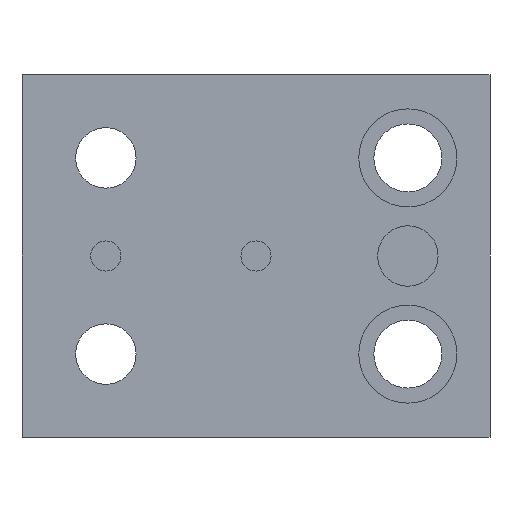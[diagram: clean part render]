
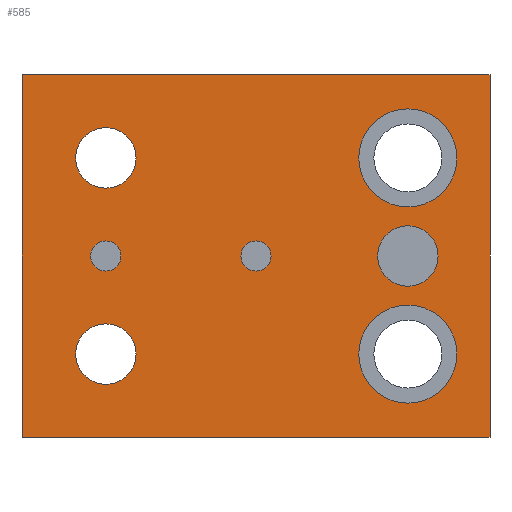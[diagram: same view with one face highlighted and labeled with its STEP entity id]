
A CAD part, front view. The second image highlights one B-rep face of the part: STEP entity #585.
In plain terms, the highlighted planar face has unit normal (0, -1, 0).
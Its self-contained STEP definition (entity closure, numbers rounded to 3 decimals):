
#136=CARTESIAN_POINT('POINT15',(0.832,-7.75,1.156));
#137=VERTEX_POINT('VERTEX15',#136);
#144=CARTESIAN_POINT('POINT16',(0.425,-7.75,1.156));
#145=VERTEX_POINT('VERTEX16',#144);
#146=CARTESIAN_POINT('POS14',(0.629,-7.75,1.156));
#147=DIRECTION('DIR26',(0.,1.,0.));
#148=DIRECTION('DIR27',(-1.,0.,0.));
#149=AXIS2_PLACEMENT_3D('AXIS13',#146,#147,#148);
#150=CIRCLE('ELLIPSE8',#149,0.203);
#151=EDGE_CURVE('EDGE16',#145,#137,#150,.T.);
#171=EDGE_CURVE('EDGE18',#137,#145,#150,.T.);
#176=CARTESIAN_POINT('POINT17',(0.832,-7.75,0.344));
#177=VERTEX_POINT('VERTEX17',#176);
#184=CARTESIAN_POINT('POINT18',(0.425,-7.75,0.344));
#185=VERTEX_POINT('VERTEX18',#184);
#186=CARTESIAN_POINT('POS18',(0.629,-7.75,0.344));
#187=DIRECTION('DIR32',(0.,1.,0.));
#188=DIRECTION('DIR33',(-1.,0.,0.));
#189=AXIS2_PLACEMENT_3D('AXIS15',#186,#187,#188);
#190=CIRCLE('ELLIPSE9',#189,0.203);
#191=EDGE_CURVE('EDGE20',#185,#177,#190,.T.);
#211=EDGE_CURVE('EDGE22',#177,#185,#190,.T.);
#216=CARTESIAN_POINT('POINT19',(0.754,-7.75,0.75));
#217=VERTEX_POINT('VERTEX19',#216);
#224=CARTESIAN_POINT('POINT20',(0.504,-7.75,0.75));
#225=VERTEX_POINT('VERTEX20',#224);
#226=CARTESIAN_POINT('POS22',(0.629,-7.75,0.75));
#227=DIRECTION('DIR38',(0.,1.,0.));
#228=DIRECTION('DIR39',(-1.,0.,0.));
#229=AXIS2_PLACEMENT_3D('AXIS17',#226,#227,#228);
#230=CIRCLE('ELLIPSE10',#229,0.125);
#231=EDGE_CURVE('EDGE24',#225,#217,#230,.T.);
#251=EDGE_CURVE('EDGE26',#217,#225,#230,.T.);
#256=CARTESIAN_POINT('POINT21',(0.063,-7.75,0.75));
#257=VERTEX_POINT('VERTEX21',#256);
#264=CARTESIAN_POINT('POINT22',(-0.063,-7.75,0.75));
#265=VERTEX_POINT('VERTEX22',#264);
#266=CARTESIAN_POINT('POS26',(0.,-7.75,0.75));
#267=DIRECTION('DIR44',(0.,1.,0.));
#268=DIRECTION('DIR45',(-1.,0.,0.));
#269=AXIS2_PLACEMENT_3D('AXIS19',#266,#267,#268);
#270=CIRCLE('ELLIPSE11',#269,0.063);
#271=EDGE_CURVE('EDGE28',#265,#257,#270,.T.);
#291=EDGE_CURVE('EDGE30',#257,#265,#270,.T.);
#296=CARTESIAN_POINT('POINT23',(-0.559,-7.75,0.75));
#297=VERTEX_POINT('VERTEX23',#296);
#304=CARTESIAN_POINT('POINT24',(-0.684,-7.75,0.75));
#305=VERTEX_POINT('VERTEX24',#304);
#306=CARTESIAN_POINT('POS30',(-0.622,-7.75,0.75));
#307=DIRECTION('DIR50',(0.,1.,0.));
#308=DIRECTION('DIR51',(-1.,0.,0.));
#309=AXIS2_PLACEMENT_3D('AXIS21',#306,#307,#308);
#310=CIRCLE('ELLIPSE12',#309,0.063);
#311=EDGE_CURVE('EDGE32',#305,#297,#310,.T.);
#331=EDGE_CURVE('EDGE34',#297,#305,#310,.T.);
#336=CARTESIAN_POINT('POINT25',(-0.497,-7.75,1.156));
#337=VERTEX_POINT('VERTEX25',#336);
#346=CARTESIAN_POINT('POINT27',(-0.747,-7.75,1.156));
#347=VERTEX_POINT('VERTEX27',#346);
#348=CARTESIAN_POINT('POS34',(-0.622,-7.75,1.156));
#349=DIRECTION('DIR56',(0.,1.,0.));
#350=DIRECTION('DIR57',(-1.,0.,0.));
#351=AXIS2_PLACEMENT_3D('AXIS23',#348,#349,#350);
#352=CIRCLE('ELLIPSE13',#351,0.125);
#353=EDGE_CURVE('EDGE36',#347,#337,#352,.T.);
#382=EDGE_CURVE('EDGE40',#337,#347,#352,.T.);
#387=CARTESIAN_POINT('POINT29',(-0.497,-7.75,0.344));
#388=VERTEX_POINT('VERTEX29',#387);
#397=CARTESIAN_POINT('POINT31',(-0.747,-7.75,0.344));
#398=VERTEX_POINT('VERTEX31',#397);
#399=CARTESIAN_POINT('POS39',(-0.622,-7.75,0.344));
#400=DIRECTION('DIR64',(0.,1.,0.));
#401=DIRECTION('DIR65',(-1.,0.,0.));
#402=AXIS2_PLACEMENT_3D('AXIS26',#399,#400,#401);
#403=CIRCLE('ELLIPSE15',#402,0.125);
#404=EDGE_CURVE('EDGE42',#398,#388,#403,.T.);
#433=EDGE_CURVE('EDGE46',#388,#398,#403,.T.);
#518=CARTESIAN_POINT('POINT37',(-0.969,-7.75,0.));
#519=VERTEX_POINT('VERTEX37',#518);
#520=CARTESIAN_POINT('POINT38',(0.969,-7.75,0.));
#521=VERTEX_POINT('VERTEX38',#520);
#522=CARTESIAN_POINT('POS51',(0.969,-7.75,0.));
#523=DIRECTION('DIR83',(1.,0.,0.));
#524=VECTOR('VEC19',#523,1.);
#525=LINE('STRAIGHT19',#522,#524);
#526=EDGE_CURVE('EDGE55',#519,#521,#525,.T.);
#527=ORIENTED_EDGE('COEDGE87',*,*,#526,.T.);
#528=CARTESIAN_POINT('POINT39',(0.969,-7.75,1.5));
#529=VERTEX_POINT('VERTEX39',#528);
#530=CARTESIAN_POINT('POS52',(0.969,-7.75,0.));
#531=DIRECTION('DIR84',(0.,0.,-1.));
#532=VECTOR('VEC20',#531,1.);
#533=LINE('STRAIGHT20',#530,#532);
#534=EDGE_CURVE('EDGE56',#529,#521,#533,.T.);
#535=ORIENTED_EDGE('COEDGE88',*,*,#534,.F.);
#536=CARTESIAN_POINT('POINT40',(-0.969,-7.75,1.5));
#537=VERTEX_POINT('VERTEX40',#536);
#538=CARTESIAN_POINT('POS53',(0.969,-7.75,1.5));
#539=DIRECTION('DIR85',(1.,0.,0.));
#540=VECTOR('VEC21',#539,1.);
#541=LINE('STRAIGHT21',#538,#540);
#542=EDGE_CURVE('EDGE57',#537,#529,#541,.T.);
#543=ORIENTED_EDGE('COEDGE89',*,*,#542,.F.);
#544=CARTESIAN_POINT('POS54',(-0.969,-7.75,0.));
#545=DIRECTION('DIR86',(0.,0.,-1.));
#546=VECTOR('VEC22',#545,1.);
#547=LINE('STRAIGHT22',#544,#546);
#548=EDGE_CURVE('EDGE58',#537,#519,#547,.T.);
#549=ORIENTED_EDGE('COEDGE90',*,*,#548,.T.);
#550=EDGE_LOOP('NONE',(#527,#535,#543,#549));
#551=FACE_BOUND('LOOP1',#550,.T.);
#552=ORIENTED_EDGE('COEDGE91',*,*,#331,.T.);
#553=ORIENTED_EDGE('COEDGE92',*,*,#311,.T.);
#554=EDGE_LOOP('NONE',(#552,#553));
#555=FACE_BOUND('LOOP1',#554,.T.);
#556=ORIENTED_EDGE('COEDGE93',*,*,#291,.T.);
#557=ORIENTED_EDGE('COEDGE94',*,*,#271,.T.);
#558=EDGE_LOOP('NONE',(#556,#557));
#559=FACE_BOUND('LOOP1',#558,.T.);
#560=ORIENTED_EDGE('COEDGE95',*,*,#251,.T.);
#561=ORIENTED_EDGE('COEDGE96',*,*,#231,.T.);
#562=EDGE_LOOP('NONE',(#560,#561));
#563=FACE_BOUND('LOOP1',#562,.T.);
#564=ORIENTED_EDGE('COEDGE97',*,*,#433,.T.);
#565=ORIENTED_EDGE('COEDGE98',*,*,#404,.T.);
#566=EDGE_LOOP('NONE',(#564,#565));
#567=FACE_BOUND('LOOP1',#566,.T.);
#568=ORIENTED_EDGE('COEDGE99',*,*,#382,.T.);
#569=ORIENTED_EDGE('COEDGE100',*,*,#353,.T.);
#570=EDGE_LOOP('NONE',(#568,#569));
#571=FACE_BOUND('LOOP1',#570,.T.);
#572=ORIENTED_EDGE('COEDGE101',*,*,#211,.T.);
#573=ORIENTED_EDGE('COEDGE102',*,*,#191,.T.);
#574=EDGE_LOOP('NONE',(#572,#573));
#575=FACE_BOUND('LOOP1',#574,.T.);
#576=ORIENTED_EDGE('COEDGE103',*,*,#171,.T.);
#577=ORIENTED_EDGE('COEDGE104',*,*,#151,.T.);
#578=EDGE_LOOP('NONE',(#576,#577));
#579=FACE_BOUND('LOOP1',#578,.T.);
#580=CARTESIAN_POINT('POS55',(0.969,-7.75,0.));
#581=DIRECTION('DIR87',(0.,1.,0.));
#582=DIRECTION('DIR88',(1.,0.,0.));
#583=AXIS2_PLACEMENT_3D('AXIS33',#580,#581,#582);
#584=PLANE('PLANE6',#583);
#585=ADVANCED_FACE('FACE24',(#551,#555,#559,#563,#567,#571,#575,#579),
   #584,.F.);
